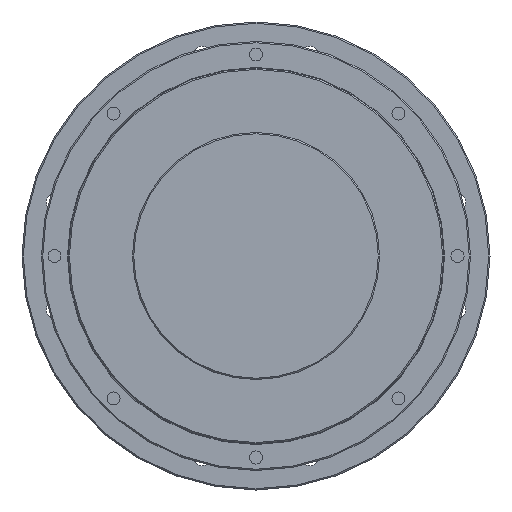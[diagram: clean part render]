
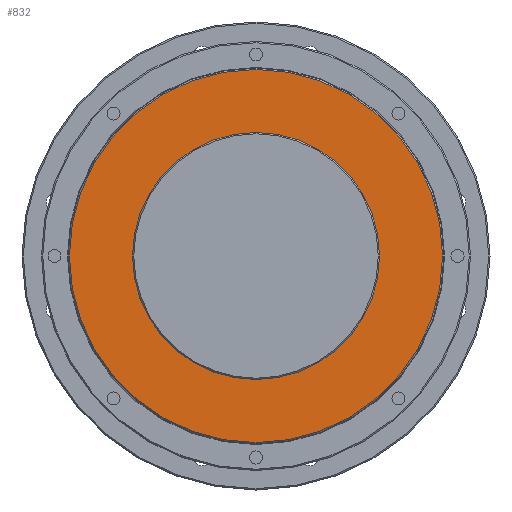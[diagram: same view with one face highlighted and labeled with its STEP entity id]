
A CAD part, left-side view. The second image highlights one B-rep face of the part: STEP entity #832.
In plain terms, the highlighted planar face has unit normal (-1, 0, 0).
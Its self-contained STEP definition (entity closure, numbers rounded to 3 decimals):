
#9 = DIRECTION ( 'NONE',  ( -1., 0., 0. ) ) ;
#68 = AXIS2_PLACEMENT_3D ( 'NONE', #1728, #2728, #1914 ) ;
#149 = EDGE_CURVE ( 'NONE', #688, #3199, #1098, .T. ) ;
#476 = CIRCLE ( 'NONE', #524, 47.5 ) ;
#524 = AXIS2_PLACEMENT_3D ( 'NONE', #2218, #2996, #729 ) ;
#671 = AXIS2_PLACEMENT_3D ( 'NONE', #3053, #9, #997 ) ;
#688 = VERTEX_POINT ( 'NONE', #3139 ) ;
#706 = FACE_OUTER_BOUND ( 'NONE', #1735, .T. ) ;
#729 = DIRECTION ( 'NONE',  ( 0., 0., 1. ) ) ;
#832 = ADVANCED_FACE ( 'NONE', ( #939, #706 ), #2453, .F. ) ;
#895 = DIRECTION ( 'NONE',  ( -1., 0., 0. ) ) ;
#928 = CIRCLE ( 'NONE', #2656, 47.5 ) ;
#939 = FACE_BOUND ( 'NONE', #1608, .T. ) ;
#997 = DIRECTION ( 'NONE',  ( 0., 0., 1. ) ) ;
#1098 = CIRCLE ( 'NONE', #671, 71.75 ) ;
#1382 = CARTESIAN_POINT ( 'NONE',  ( 12., 0., -47.5 ) ) ;
#1421 = AXIS2_PLACEMENT_3D ( 'NONE', #1715, #2950, #2718 ) ;
#1538 = ORIENTED_EDGE ( 'NONE', *, *, #2532, .T. ) ;
#1608 = EDGE_LOOP ( 'NONE', ( #2661, #1915 ) ) ;
#1715 = CARTESIAN_POINT ( 'NONE',  ( 12., 47.5, 0. ) ) ;
#1728 = CARTESIAN_POINT ( 'NONE',  ( 12., 0., 0. ) ) ;
#1735 = EDGE_LOOP ( 'NONE', ( #2641, #1538 ) ) ;
#1884 = VERTEX_POINT ( 'NONE', #1382 ) ;
#1902 = EDGE_CURVE ( 'NONE', #2454, #1884, #928, .T. ) ;
#1914 = DIRECTION ( 'NONE',  ( 0., 0., 1. ) ) ;
#1915 = ORIENTED_EDGE ( 'NONE', *, *, #2952, .F. ) ;
#2041 = DIRECTION ( 'NONE',  ( 0., 0., 1. ) ) ;
#2061 = CIRCLE ( 'NONE', #68, 71.75 ) ;
#2149 = CARTESIAN_POINT ( 'NONE',  ( 12., 0., 47.5 ) ) ;
#2218 = CARTESIAN_POINT ( 'NONE',  ( 12., 0., 0. ) ) ;
#2453 = PLANE ( 'NONE',  #1421 ) ;
#2454 = VERTEX_POINT ( 'NONE', #2149 ) ;
#2532 = EDGE_CURVE ( 'NONE', #3199, #688, #2061, .T. ) ;
#2569 = CARTESIAN_POINT ( 'NONE',  ( 12., 0., 0. ) ) ;
#2614 = CARTESIAN_POINT ( 'NONE',  ( 12., 0., 71.75 ) ) ;
#2641 = ORIENTED_EDGE ( 'NONE', *, *, #149, .T. ) ;
#2656 = AXIS2_PLACEMENT_3D ( 'NONE', #2569, #895, #2041 ) ;
#2661 = ORIENTED_EDGE ( 'NONE', *, *, #1902, .F. ) ;
#2718 = DIRECTION ( 'NONE',  ( 0., 0., -1. ) ) ;
#2728 = DIRECTION ( 'NONE',  ( -1., 0., 0. ) ) ;
#2950 = DIRECTION ( 'NONE',  ( 1., 0., 0. ) ) ;
#2952 = EDGE_CURVE ( 'NONE', #1884, #2454, #476, .T. ) ;
#2996 = DIRECTION ( 'NONE',  ( -1., 0., 0. ) ) ;
#3053 = CARTESIAN_POINT ( 'NONE',  ( 12., 0., 0. ) ) ;
#3139 = CARTESIAN_POINT ( 'NONE',  ( 12., 0., -71.75 ) ) ;
#3199 = VERTEX_POINT ( 'NONE', #2614 ) ;
